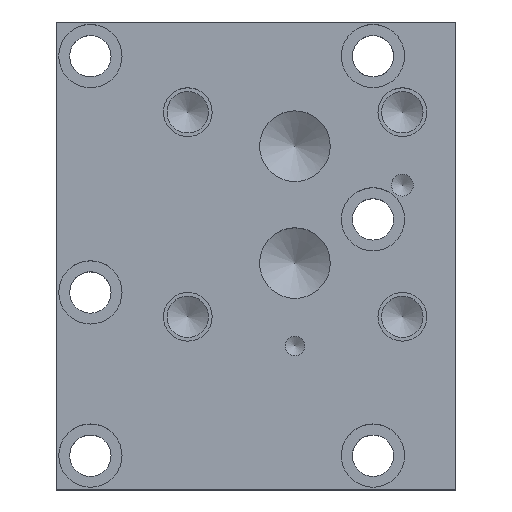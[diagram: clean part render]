
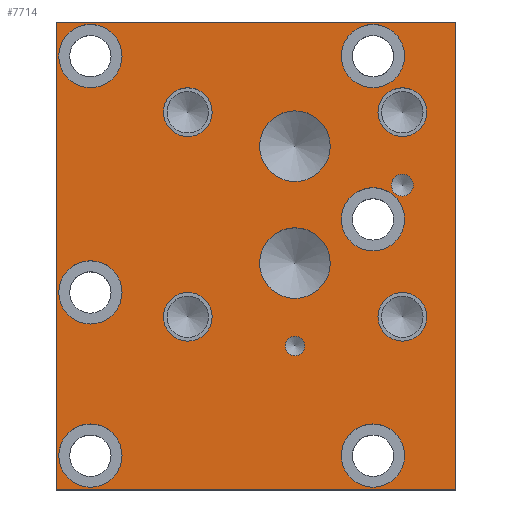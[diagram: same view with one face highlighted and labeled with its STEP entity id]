
A CAD part, top view. The second image highlights one B-rep face of the part: STEP entity #7714.
In plain terms, the highlighted planar face has unit normal (0, 0, 1).
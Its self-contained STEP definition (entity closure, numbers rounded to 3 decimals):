
#138=CIRCLE('',#8066,10.312);
#140=CIRCLE('',#8071,10.312);
#143=CIRCLE('',#8076,10.312);
#146=CIRCLE('',#8082,10.312);
#149=CIRCLE('',#8088,10.312);
#152=CIRCLE('',#8094,10.312);
#154=CIRCLE('',#8099,3.175);
#156=CIRCLE('',#8103,11.506);
#158=CIRCLE('',#8107,11.506);
#160=CIRCLE('',#8111,3.569);
#164=CIRCLE('',#8118,7.938);
#168=CIRCLE('',#8126,7.938);
#172=CIRCLE('',#8134,7.938);
#176=CIRCLE('',#8142,7.938);
#506=FACE_BOUND('',#1400,.T.);
#507=FACE_BOUND('',#1401,.T.);
#508=FACE_BOUND('',#1402,.T.);
#509=FACE_BOUND('',#1403,.T.);
#510=FACE_BOUND('',#1404,.T.);
#511=FACE_BOUND('',#1405,.T.);
#512=FACE_BOUND('',#1406,.T.);
#513=FACE_BOUND('',#1407,.T.);
#514=FACE_BOUND('',#1408,.T.);
#515=FACE_BOUND('',#1409,.T.);
#516=FACE_BOUND('',#1410,.T.);
#517=FACE_BOUND('',#1411,.T.);
#518=FACE_BOUND('',#1412,.T.);
#519=FACE_BOUND('',#1413,.T.);
#927=FACE_OUTER_BOUND('',#1399,.T.);
#1399=EDGE_LOOP('',(#6730,#6731,#6732,#6733));
#1400=EDGE_LOOP('',(#6734));
#1401=EDGE_LOOP('',(#6735));
#1402=EDGE_LOOP('',(#6736));
#1403=EDGE_LOOP('',(#6737));
#1404=EDGE_LOOP('',(#6738));
#1405=EDGE_LOOP('',(#6739));
#1406=EDGE_LOOP('',(#6740));
#1407=EDGE_LOOP('',(#6741));
#1408=EDGE_LOOP('',(#6742));
#1409=EDGE_LOOP('',(#6743));
#1410=EDGE_LOOP('',(#6744));
#1411=EDGE_LOOP('',(#6745));
#1412=EDGE_LOOP('',(#6746));
#1413=EDGE_LOOP('',(#6747));
#1700=LINE('',#11643,#2463);
#2172=LINE('',#13112,#2935);
#2174=LINE('',#13116,#2937);
#2176=LINE('',#13119,#2939);
#2463=VECTOR('',#8597,10.);
#2935=VECTOR('',#9735,10.);
#2937=VECTOR('',#9739,10.);
#2939=VECTOR('',#9743,10.);
#3234=VERTEX_POINT('',#11640);
#3235=VERTEX_POINT('',#11642);
#3588=VERTEX_POINT('',#12954);
#3590=VERTEX_POINT('',#12963);
#3593=VERTEX_POINT('',#12972);
#3596=VERTEX_POINT('',#12983);
#3599=VERTEX_POINT('',#12994);
#3602=VERTEX_POINT('',#13005);
#3605=VERTEX_POINT('',#13016);
#3608=VERTEX_POINT('',#13025);
#3611=VERTEX_POINT('',#13034);
#3614=VERTEX_POINT('',#13043);
#3619=VERTEX_POINT('',#13057);
#3624=VERTEX_POINT('',#13073);
#3629=VERTEX_POINT('',#13089);
#3634=VERTEX_POINT('',#13105);
#3635=VERTEX_POINT('',#13111);
#3636=VERTEX_POINT('',#13115);
#4077=EDGE_CURVE('',#3235,#3234,#1700,.T.);
#4599=EDGE_CURVE('',#3588,#3588,#138,.T.);
#4603=EDGE_CURVE('',#3590,#3590,#140,.T.);
#4607=EDGE_CURVE('',#3593,#3593,#143,.T.);
#4612=EDGE_CURVE('',#3596,#3596,#146,.T.);
#4617=EDGE_CURVE('',#3599,#3599,#149,.T.);
#4622=EDGE_CURVE('',#3602,#3602,#152,.T.);
#4627=EDGE_CURVE('',#3605,#3605,#154,.T.);
#4631=EDGE_CURVE('',#3608,#3608,#156,.T.);
#4635=EDGE_CURVE('',#3611,#3611,#158,.T.);
#4639=EDGE_CURVE('',#3614,#3614,#160,.T.);
#4645=EDGE_CURVE('',#3619,#3619,#164,.T.);
#4652=EDGE_CURVE('',#3624,#3624,#168,.T.);
#4659=EDGE_CURVE('',#3629,#3629,#172,.T.);
#4666=EDGE_CURVE('',#3634,#3634,#176,.T.);
#4669=EDGE_CURVE('',#3635,#3235,#2172,.T.);
#4671=EDGE_CURVE('',#3636,#3635,#2174,.T.);
#4673=EDGE_CURVE('',#3234,#3636,#2176,.T.);
#6730=ORIENTED_EDGE('',*,*,#4077,.T.);
#6731=ORIENTED_EDGE('',*,*,#4673,.T.);
#6732=ORIENTED_EDGE('',*,*,#4671,.T.);
#6733=ORIENTED_EDGE('',*,*,#4669,.T.);
#6734=ORIENTED_EDGE('',*,*,#4599,.T.);
#6735=ORIENTED_EDGE('',*,*,#4603,.T.);
#6736=ORIENTED_EDGE('',*,*,#4607,.T.);
#6737=ORIENTED_EDGE('',*,*,#4612,.T.);
#6738=ORIENTED_EDGE('',*,*,#4617,.T.);
#6739=ORIENTED_EDGE('',*,*,#4622,.T.);
#6740=ORIENTED_EDGE('',*,*,#4627,.T.);
#6741=ORIENTED_EDGE('',*,*,#4631,.T.);
#6742=ORIENTED_EDGE('',*,*,#4635,.T.);
#6743=ORIENTED_EDGE('',*,*,#4639,.T.);
#6744=ORIENTED_EDGE('',*,*,#4645,.T.);
#6745=ORIENTED_EDGE('',*,*,#4652,.T.);
#6746=ORIENTED_EDGE('',*,*,#4659,.T.);
#6747=ORIENTED_EDGE('',*,*,#4666,.T.);
#7001=PLANE('',#8148);
#7714=ADVANCED_FACE('',(#927,#506,#507,#508,#509,#510,#511,#512,#513,#514,
#515,#516,#517,#518,#519),#7001,.T.);
#8066=AXIS2_PLACEMENT_3D('',#12955,#9546,#9547);
#8071=AXIS2_PLACEMENT_3D('',#12964,#9558,#9559);
#8076=AXIS2_PLACEMENT_3D('',#12973,#9569,#9570);
#8082=AXIS2_PLACEMENT_3D('',#12984,#9583,#9584);
#8088=AXIS2_PLACEMENT_3D('',#12995,#9597,#9598);
#8094=AXIS2_PLACEMENT_3D('',#13006,#9611,#9612);
#8099=AXIS2_PLACEMENT_3D('',#13017,#9624,#9625);
#8103=AXIS2_PLACEMENT_3D('',#13026,#9634,#9635);
#8107=AXIS2_PLACEMENT_3D('',#13035,#9644,#9645);
#8111=AXIS2_PLACEMENT_3D('',#13044,#9654,#9655);
#8118=AXIS2_PLACEMENT_3D('',#13058,#9670,#9671);
#8126=AXIS2_PLACEMENT_3D('',#13074,#9689,#9690);
#8134=AXIS2_PLACEMENT_3D('',#13090,#9708,#9709);
#8142=AXIS2_PLACEMENT_3D('',#13106,#9727,#9728);
#8148=AXIS2_PLACEMENT_3D('',#13121,#9746,#9747);
#8597=DIRECTION('',(1.,0.,0.));
#9546=DIRECTION('center_axis',(0.,0.,-1.));
#9547=DIRECTION('ref_axis',(1.,0.,0.));
#9558=DIRECTION('center_axis',(0.,0.,-1.));
#9559=DIRECTION('ref_axis',(1.,0.,0.));
#9569=DIRECTION('center_axis',(0.,0.,-1.));
#9570=DIRECTION('ref_axis',(1.,0.,0.));
#9583=DIRECTION('center_axis',(0.,0.,-1.));
#9584=DIRECTION('ref_axis',(1.,0.,0.));
#9597=DIRECTION('center_axis',(0.,0.,-1.));
#9598=DIRECTION('ref_axis',(1.,0.,0.));
#9611=DIRECTION('center_axis',(0.,0.,-1.));
#9612=DIRECTION('ref_axis',(1.,0.,0.));
#9624=DIRECTION('center_axis',(0.,0.,-1.));
#9625=DIRECTION('ref_axis',(1.,0.,0.));
#9634=DIRECTION('center_axis',(0.,0.,-1.));
#9635=DIRECTION('ref_axis',(1.,0.,0.));
#9644=DIRECTION('center_axis',(0.,0.,-1.));
#9645=DIRECTION('ref_axis',(1.,0.,0.));
#9654=DIRECTION('center_axis',(0.,0.,-1.));
#9655=DIRECTION('ref_axis',(1.,0.,0.));
#9670=DIRECTION('center_axis',(0.,0.,-1.));
#9671=DIRECTION('ref_axis',(1.,0.,0.));
#9689=DIRECTION('center_axis',(0.,0.,-1.));
#9690=DIRECTION('ref_axis',(1.,0.,0.));
#9708=DIRECTION('center_axis',(0.,0.,-1.));
#9709=DIRECTION('ref_axis',(1.,0.,0.));
#9727=DIRECTION('center_axis',(0.,0.,-1.));
#9728=DIRECTION('ref_axis',(1.,0.,0.));
#9735=DIRECTION('',(0.,-1.,0.));
#9739=DIRECTION('',(-1.,0.,0.));
#9743=DIRECTION('',(0.,1.,0.));
#9746=DIRECTION('center_axis',(0.,0.,1.));
#9747=DIRECTION('ref_axis',(1.,0.,0.));
#11640=CARTESIAN_POINT('',(130.175,0.,50.8));
#11642=CARTESIAN_POINT('',(0.,0.,50.8));
#11643=CARTESIAN_POINT('',(0.,0.,50.8));
#12954=CARTESIAN_POINT('',(0.813,141.3,50.8));
#12955=CARTESIAN_POINT('Origin',(11.125,141.3,50.8));
#12963=CARTESIAN_POINT('',(0.813,64.306,50.8));
#12964=CARTESIAN_POINT('Origin',(11.125,64.306,50.8));
#12972=CARTESIAN_POINT('',(0.813,11.125,50.8));
#12973=CARTESIAN_POINT('Origin',(11.125,11.125,50.8));
#12983=CARTESIAN_POINT('',(92.888,11.125,50.8));
#12984=CARTESIAN_POINT('Origin',(103.2,11.125,50.8));
#12994=CARTESIAN_POINT('',(92.888,88.119,50.8));
#12995=CARTESIAN_POINT('Origin',(103.2,88.119,50.8));
#13005=CARTESIAN_POINT('',(92.888,141.3,50.8));
#13006=CARTESIAN_POINT('Origin',(103.2,141.3,50.8));
#13016=CARTESIAN_POINT('',(74.6,46.838,50.8));
#13017=CARTESIAN_POINT('Origin',(77.775,46.838,50.8));
#13025=CARTESIAN_POINT('',(66.269,73.838,50.8));
#13026=CARTESIAN_POINT('Origin',(77.775,73.838,50.8));
#13034=CARTESIAN_POINT('',(66.269,111.938,50.8));
#13035=CARTESIAN_POINT('Origin',(77.775,111.938,50.8));
#13043=CARTESIAN_POINT('',(109.207,99.238,50.8));
#13044=CARTESIAN_POINT('Origin',(112.776,99.238,50.8));
#13057=CARTESIAN_POINT('',(34.912,123.038,50.8));
#13058=CARTESIAN_POINT('Origin',(42.85,123.038,50.8));
#13073=CARTESIAN_POINT('',(104.839,56.363,50.8));
#13074=CARTESIAN_POINT('Origin',(112.776,56.363,50.8));
#13089=CARTESIAN_POINT('',(34.912,56.363,50.8));
#13090=CARTESIAN_POINT('Origin',(42.85,56.363,50.8));
#13105=CARTESIAN_POINT('',(104.839,123.038,50.8));
#13106=CARTESIAN_POINT('Origin',(112.776,123.038,50.8));
#13111=CARTESIAN_POINT('',(0.,152.4,50.8));
#13112=CARTESIAN_POINT('',(0.,152.4,50.8));
#13115=CARTESIAN_POINT('',(130.175,152.4,50.8));
#13116=CARTESIAN_POINT('',(130.175,152.4,50.8));
#13119=CARTESIAN_POINT('',(130.175,0.,50.8));
#13121=CARTESIAN_POINT('Origin',(65.088,76.2,50.8));
